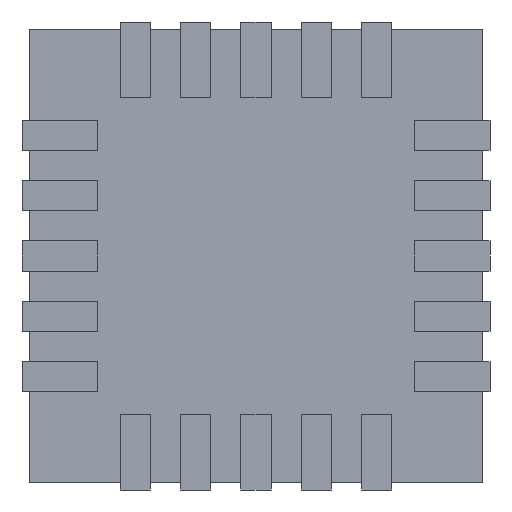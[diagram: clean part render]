
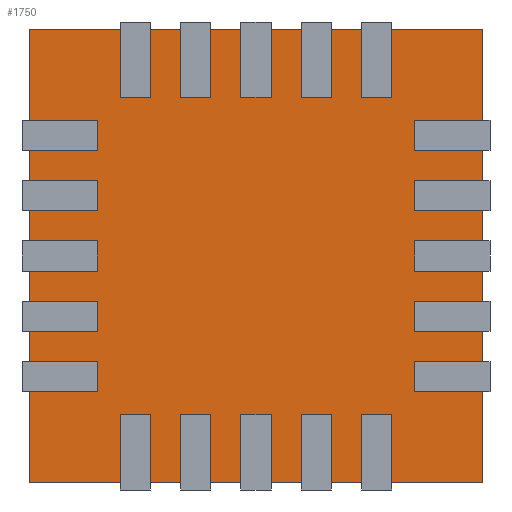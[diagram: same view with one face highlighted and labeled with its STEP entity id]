
A CAD part, front view. The second image highlights one B-rep face of the part: STEP entity #1750.
In plain terms, the highlighted planar face has unit normal (0, -1, 0).
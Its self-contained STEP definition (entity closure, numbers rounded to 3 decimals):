
#40 = VERTEX_POINT ( 'NONE', #486 ) ;
#195 = EDGE_CURVE ( 'NONE', #2966, #4340, #4963, .T. ) ;
#206 = VECTOR ( 'NONE', #2079, 1000. ) ;
#314 = DIRECTION ( 'NONE',  ( 0., 0., 1. ) ) ;
#354 = CARTESIAN_POINT ( 'NONE',  ( -1.5, 0.05, -1.5 ) ) ;
#486 = CARTESIAN_POINT ( 'NONE',  ( 1.5, 0.05, 1.5 ) ) ;
#755 = DIRECTION ( 'NONE',  ( 0., 0., 1. ) ) ;
#869 = CARTESIAN_POINT ( 'NONE',  ( 0., 0.05, 1.5 ) ) ;
#1001 = ORIENTED_EDGE ( 'NONE', *, *, #1730, .F. ) ;
#1013 = VERTEX_POINT ( 'NONE', #4259 ) ;
#1240 = LINE ( 'NONE', #3561, #206 ) ;
#1314 = ORIENTED_EDGE ( 'NONE', *, *, #3988, .F. ) ;
#1383 = CARTESIAN_POINT ( 'NONE',  ( 0., 0.05, 0. ) ) ;
#1425 = VECTOR ( 'NONE', #1726, 1000. ) ;
#1726 = DIRECTION ( 'NONE',  ( 1., 0., 0. ) ) ;
#1730 = EDGE_CURVE ( 'NONE', #40, #1013, #2512, .T. ) ;
#1750 = ADVANCED_FACE ( 'NONE', ( #3671 ), #2212, .F. ) ;
#2079 = DIRECTION ( 'NONE',  ( -1., 0., 0. ) ) ;
#2095 = AXIS2_PLACEMENT_3D ( 'NONE', #1383, #2588, #314 ) ;
#2212 = PLANE ( 'NONE',  #2095 ) ;
#2512 = LINE ( 'NONE', #4426, #3537 ) ;
#2588 = DIRECTION ( 'NONE',  ( 0., 1., 0. ) ) ;
#2966 = VERTEX_POINT ( 'NONE', #354 ) ;
#3162 = CARTESIAN_POINT ( 'NONE',  ( -1.5, 0.05, 1.5 ) ) ;
#3177 = ORIENTED_EDGE ( 'NONE', *, *, #195, .F. ) ;
#3188 = EDGE_CURVE ( 'NONE', #1013, #2966, #1240, .T. ) ;
#3537 = VECTOR ( 'NONE', #4403, 1000. ) ;
#3561 = CARTESIAN_POINT ( 'NONE',  ( 0., 0.05, -1.5 ) ) ;
#3671 = FACE_OUTER_BOUND ( 'NONE', #4297, .T. ) ;
#3988 = EDGE_CURVE ( 'NONE', #4340, #40, #4293, .T. ) ;
#4107 = ORIENTED_EDGE ( 'NONE', *, *, #3188, .F. ) ;
#4259 = CARTESIAN_POINT ( 'NONE',  ( 1.5, 0.05, -1.5 ) ) ;
#4293 = LINE ( 'NONE', #869, #1425 ) ;
#4297 = EDGE_LOOP ( 'NONE', ( #4107, #1001, #1314, #3177 ) ) ;
#4337 = VECTOR ( 'NONE', #755, 1000. ) ;
#4340 = VERTEX_POINT ( 'NONE', #3162 ) ;
#4403 = DIRECTION ( 'NONE',  ( 0., 0., -1. ) ) ;
#4426 = CARTESIAN_POINT ( 'NONE',  ( 1.5, 0.05, 0. ) ) ;
#4564 = CARTESIAN_POINT ( 'NONE',  ( -1.5, 0.05, 0. ) ) ;
#4963 = LINE ( 'NONE', #4564, #4337 ) ;
